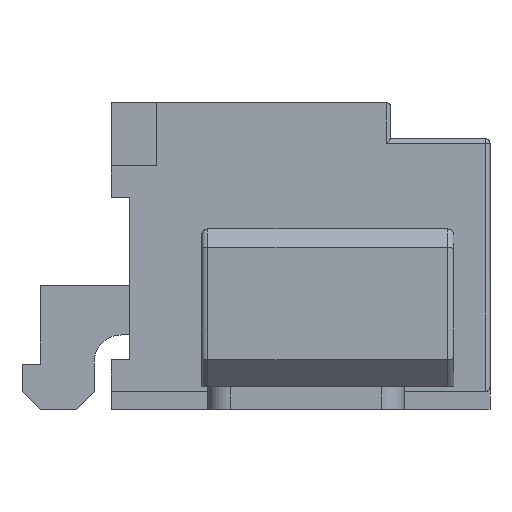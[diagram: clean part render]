
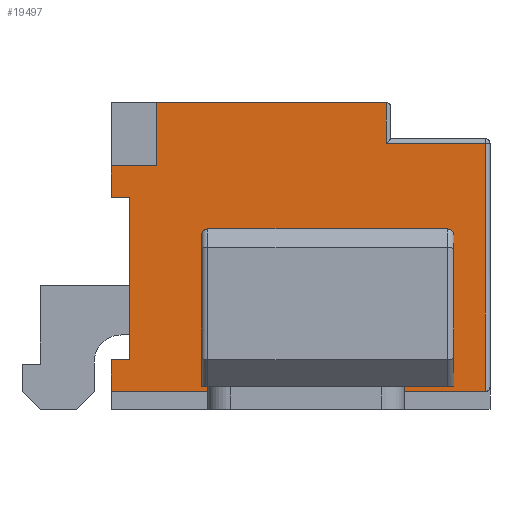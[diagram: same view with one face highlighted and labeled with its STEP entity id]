
A CAD part, left-side view. The second image highlights one B-rep face of the part: STEP entity #19497.
In plain terms, the highlighted planar face has unit normal (-1, 0, 0).
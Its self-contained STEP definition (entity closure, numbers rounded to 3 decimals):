
#33 = CARTESIAN_POINT ( 'NONE',  ( -4., 2.1, 2.35 ) ) ;
#236 = EDGE_CURVE ( 'NONE', #3130, #15440, #12591, .T. ) ;
#749 = DIRECTION ( 'NONE',  ( 0., 0., 1. ) ) ;
#821 = VERTEX_POINT ( 'NONE', #30641 ) ;
#1342 = EDGE_CURVE ( 'NONE', #821, #29094, #16119, .T. ) ;
#1970 = LINE ( 'NONE', #4761, #19954 ) ;
#1987 = CARTESIAN_POINT ( 'NONE',  ( -4., 1.9, 2.35 ) ) ;
#2478 = VECTOR ( 'NONE', #6869, 1000. ) ;
#2576 = VECTOR ( 'NONE', #17935, 1000. ) ;
#3130 = VERTEX_POINT ( 'NONE', #12528 ) ;
#4575 = VECTOR ( 'NONE', #22828, 1000. ) ;
#4761 = CARTESIAN_POINT ( 'NONE',  ( -4., 2.1, 0.2 ) ) ;
#5133 = ORIENTED_EDGE ( 'NONE', *, *, #22743, .T. ) ;
#5169 = CARTESIAN_POINT ( 'NONE',  ( -4., 2.1, 3.4 ) ) ;
#5216 = VECTOR ( 'NONE', #7221, 1000. ) ;
#5350 = CARTESIAN_POINT ( 'NONE',  ( -4., 2.1, 2.7 ) ) ;
#5371 = EDGE_CURVE ( 'NONE', #15440, #21039, #30259, .T. ) ;
#5558 = CARTESIAN_POINT ( 'NONE',  ( -4., -2.05, 3.4 ) ) ;
#5713 = CARTESIAN_POINT ( 'NONE',  ( -4., 1.9, 2.35 ) ) ;
#5733 = EDGE_CURVE ( 'NONE', #22383, #10077, #25112, .T. ) ;
#5807 = CARTESIAN_POINT ( 'NONE',  ( -4., -2.05, 2.95 ) ) ;
#5866 = AXIS2_PLACEMENT_3D ( 'NONE', #13850, #21316, #25872 ) ;
#6017 = VECTOR ( 'NONE', #22733, 1000. ) ;
#6085 = VERTEX_POINT ( 'NONE', #33 ) ;
#6209 = LINE ( 'NONE', #30263, #15540 ) ;
#6502 = VECTOR ( 'NONE', #11226, 1000. ) ;
#6557 = ORIENTED_EDGE ( 'NONE', *, *, #30034, .T. ) ;
#6869 = DIRECTION ( 'NONE',  ( 0., 0., 1. ) ) ;
#7221 = DIRECTION ( 'NONE',  ( 0., 0., -1. ) ) ;
#7399 = ORIENTED_EDGE ( 'NONE', *, *, #13711, .F. ) ;
#7574 = CARTESIAN_POINT ( 'NONE',  ( -4., 1.9, 0.55 ) ) ;
#7819 = VECTOR ( 'NONE', #749, 1000. ) ;
#8078 = EDGE_CURVE ( 'NONE', #16237, #6085, #24413, .T. ) ;
#8233 = ORIENTED_EDGE ( 'NONE', *, *, #27927, .F. ) ;
#8756 = EDGE_LOOP ( 'NONE', ( #7399, #27753, #6557, #8233, #30340, #17767, #5133, #10103, #21337, #24656, #27434, #28450 ) ) ;
#8905 = CARTESIAN_POINT ( 'NONE',  ( -4., 2.1, 0.55 ) ) ;
#9242 = CARTESIAN_POINT ( 'NONE',  ( -4., -0.95, 3.4 ) ) ;
#9758 = DIRECTION ( 'NONE',  ( 0., 0., 1. ) ) ;
#9934 = VERTEX_POINT ( 'NONE', #20310 ) ;
#10077 = VERTEX_POINT ( 'NONE', #8905 ) ;
#10103 = ORIENTED_EDGE ( 'NONE', *, *, #1342, .F. ) ;
#10404 = VECTOR ( 'NONE', #13662, 1000. ) ;
#11226 = DIRECTION ( 'NONE',  ( 0., 1., 0. ) ) ;
#11576 = CARTESIAN_POINT ( 'NONE',  ( -4., 1.9, 0.55 ) ) ;
#12528 = CARTESIAN_POINT ( 'NONE',  ( -4., -2.05, 0.2 ) ) ;
#12591 = LINE ( 'NONE', #5558, #7819 ) ;
#13211 = CARTESIAN_POINT ( 'NONE',  ( -4., 1.9, 0.55 ) ) ;
#13520 = VERTEX_POINT ( 'NONE', #1987 ) ;
#13662 = DIRECTION ( 'NONE',  ( 0., -1., 0. ) ) ;
#13711 = EDGE_CURVE ( 'NONE', #22383, #13520, #26104, .T. ) ;
#13850 = CARTESIAN_POINT ( 'NONE',  ( -4., 2.1, 3.4 ) ) ;
#14294 = PLANE ( 'NONE',  #5866 ) ;
#15073 = DIRECTION ( 'NONE',  ( 0., 1., 0. ) ) ;
#15440 = VERTEX_POINT ( 'NONE', #5807 ) ;
#15540 = VECTOR ( 'NONE', #25445, 1000. ) ;
#15582 = CARTESIAN_POINT ( 'NONE',  ( -4., 1.6, 2.7 ) ) ;
#16011 = CARTESIAN_POINT ( 'NONE',  ( -4., 2.1, 2.95 ) ) ;
#16119 = LINE ( 'NONE', #30362, #10404 ) ;
#16155 = DIRECTION ( 'NONE',  ( 0., 1., 0. ) ) ;
#16180 = EDGE_CURVE ( 'NONE', #23186, #821, #23978, .T. ) ;
#16237 = VERTEX_POINT ( 'NONE', #5350 ) ;
#16607 = CARTESIAN_POINT ( 'NONE',  ( -4., -0.95, 3.4 ) ) ;
#17767 = ORIENTED_EDGE ( 'NONE', *, *, #5371, .T. ) ;
#17935 = DIRECTION ( 'NONE',  ( 0., 1., 0. ) ) ;
#18115 = LINE ( 'NONE', #9242, #4575 ) ;
#19497 = ADVANCED_FACE ( 'NONE', ( #28540 ), #14294, .F. ) ;
#19954 = VECTOR ( 'NONE', #16155, 1000. ) ;
#20310 = CARTESIAN_POINT ( 'NONE',  ( -4., 2.1, 0.2 ) ) ;
#21039 = VERTEX_POINT ( 'NONE', #29161 ) ;
#21316 = DIRECTION ( 'NONE',  ( 1., 0., 0. ) ) ;
#21337 = ORIENTED_EDGE ( 'NONE', *, *, #16180, .F. ) ;
#22383 = VERTEX_POINT ( 'NONE', #7574 ) ;
#22733 = DIRECTION ( 'NONE',  ( 0., 1., 0. ) ) ;
#22743 = EDGE_CURVE ( 'NONE', #21039, #29094, #18115, .T. ) ;
#22828 = DIRECTION ( 'NONE',  ( 0., 0., 1. ) ) ;
#23186 = VERTEX_POINT ( 'NONE', #30359 ) ;
#23978 = LINE ( 'NONE', #26611, #24620 ) ;
#24413 = LINE ( 'NONE', #5169, #5216 ) ;
#24620 = VECTOR ( 'NONE', #9758, 1000. ) ;
#24656 = ORIENTED_EDGE ( 'NONE', *, *, #28713, .T. ) ;
#24813 = LINE ( 'NONE', #5713, #26482 ) ;
#25112 = LINE ( 'NONE', #13211, #6017 ) ;
#25445 = DIRECTION ( 'NONE',  ( 0., 0., -1. ) ) ;
#25872 = DIRECTION ( 'NONE',  ( 0., 1., 0. ) ) ;
#26104 = LINE ( 'NONE', #11576, #2478 ) ;
#26482 = VECTOR ( 'NONE', #15073, 1000. ) ;
#26611 = CARTESIAN_POINT ( 'NONE',  ( -4., 1.6, 2.7 ) ) ;
#27434 = ORIENTED_EDGE ( 'NONE', *, *, #8078, .T. ) ;
#27695 = EDGE_CURVE ( 'NONE', #13520, #6085, #24813, .T. ) ;
#27753 = ORIENTED_EDGE ( 'NONE', *, *, #5733, .T. ) ;
#27927 = EDGE_CURVE ( 'NONE', #3130, #9934, #1970, .T. ) ;
#28390 = LINE ( 'NONE', #15582, #2576 ) ;
#28450 = ORIENTED_EDGE ( 'NONE', *, *, #27695, .F. ) ;
#28540 = FACE_OUTER_BOUND ( 'NONE', #8756, .T. ) ;
#28713 = EDGE_CURVE ( 'NONE', #23186, #16237, #28390, .T. ) ;
#29094 = VERTEX_POINT ( 'NONE', #16607 ) ;
#29161 = CARTESIAN_POINT ( 'NONE',  ( -4., -0.95, 2.95 ) ) ;
#30034 = EDGE_CURVE ( 'NONE', #10077, #9934, #6209, .T. ) ;
#30259 = LINE ( 'NONE', #16011, #6502 ) ;
#30263 = CARTESIAN_POINT ( 'NONE',  ( -4., 2.1, 3.4 ) ) ;
#30340 = ORIENTED_EDGE ( 'NONE', *, *, #236, .T. ) ;
#30359 = CARTESIAN_POINT ( 'NONE',  ( -4., 1.6, 2.7 ) ) ;
#30362 = CARTESIAN_POINT ( 'NONE',  ( -4., 2.1, 3.4 ) ) ;
#30641 = CARTESIAN_POINT ( 'NONE',  ( -4., 1.6, 3.4 ) ) ;
